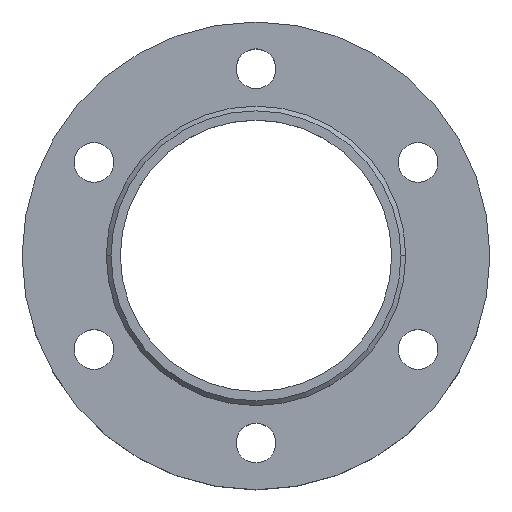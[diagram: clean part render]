
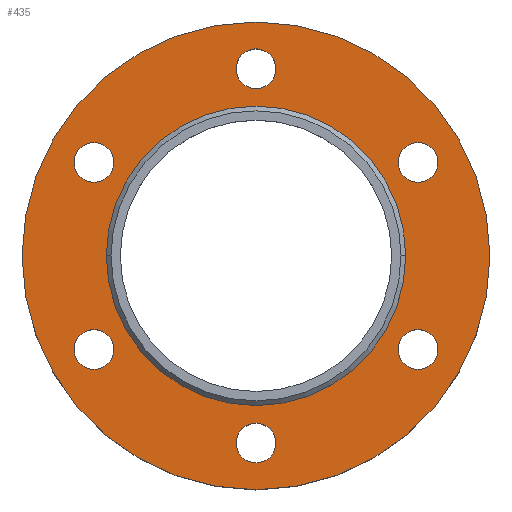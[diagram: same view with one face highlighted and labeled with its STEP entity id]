
A CAD part, top view. The second image highlights one B-rep face of the part: STEP entity #435.
In plain terms, the highlighted planar face has unit normal (0, 0, 1).
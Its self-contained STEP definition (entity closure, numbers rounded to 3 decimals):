
#7 = ORIENTED_EDGE ( 'NONE', *, *, #694, .F. ) ;
#8 = DIRECTION ( 'NONE',  ( 1., 0., 0. ) ) ;
#26 = VERTEX_POINT ( 'NONE', #364 ) ;
#33 = VERTEX_POINT ( 'NONE', #876 ) ;
#36 = DIRECTION ( 'NONE',  ( 0., 0., 1. ) ) ;
#40 = CARTESIAN_POINT ( 'NONE',  ( 50., 0., 27. ) ) ;
#41 = CARTESIAN_POINT ( 'NONE',  ( 0., -40., 27. ) ) ;
#44 = CARTESIAN_POINT ( 'NONE',  ( 0., 0., 27. ) ) ;
#46 = AXIS2_PLACEMENT_3D ( 'NONE', #557, #931, #571 ) ;
#50 = ORIENTED_EDGE ( 'NONE', *, *, #750, .F. ) ;
#51 = DIRECTION ( 'NONE',  ( 1., 0., 0. ) ) ;
#55 = DIRECTION ( 'NONE',  ( 0., 0., 1. ) ) ;
#61 = DIRECTION ( 'NONE',  ( 0., 0., 1. ) ) ;
#62 = EDGE_CURVE ( 'NONE', #697, #855, #581, .T. ) ;
#63 = DIRECTION ( 'NONE',  ( 1., 0., 0. ) ) ;
#64 = CARTESIAN_POINT ( 'NONE',  ( -32., 0., 27. ) ) ;
#71 = ORIENTED_EDGE ( 'NONE', *, *, #654, .F. ) ;
#72 = CIRCLE ( 'NONE', #492, 50. ) ;
#79 = ORIENTED_EDGE ( 'NONE', *, *, #355, .F. ) ;
#87 = CARTESIAN_POINT ( 'NONE',  ( -4.25, 40., 27. ) ) ;
#90 = ORIENTED_EDGE ( 'NONE', *, *, #735, .F. ) ;
#97 = VERTEX_POINT ( 'NONE', #270 ) ;
#108 = DIRECTION ( 'NONE',  ( 0., 0., 1. ) ) ;
#110 = EDGE_LOOP ( 'NONE', ( #50, #757 ) ) ;
#111 = VERTEX_POINT ( 'NONE', #872 ) ;
#125 = CIRCLE ( 'NONE', #293, 4.25 ) ;
#128 = DIRECTION ( 'NONE',  ( 0., 0., 1. ) ) ;
#142 = CARTESIAN_POINT ( 'NONE',  ( 0., 40., 27. ) ) ;
#148 = EDGE_CURVE ( 'NONE', #381, #300, #805, .T. ) ;
#149 = AXIS2_PLACEMENT_3D ( 'NONE', #811, #670, #8 ) ;
#150 = VERTEX_POINT ( 'NONE', #934 ) ;
#154 = EDGE_LOOP ( 'NONE', ( #689, #909 ) ) ;
#156 = EDGE_CURVE ( 'NONE', #401, #111, #748, .T. ) ;
#183 = EDGE_LOOP ( 'NONE', ( #673, #330 ) ) ;
#185 = DIRECTION ( 'NONE',  ( 1., 0., 0. ) ) ;
#200 = DIRECTION ( 'NONE',  ( 1., 0., 0. ) ) ;
#201 = DIRECTION ( 'NONE',  ( 0., 0., 1. ) ) ;
#202 = DIRECTION ( 'NONE',  ( 0., 0., 1. ) ) ;
#224 = EDGE_LOOP ( 'NONE', ( #71, #849 ) ) ;
#262 = ORIENTED_EDGE ( 'NONE', *, *, #592, .F. ) ;
#266 = CARTESIAN_POINT ( 'NONE',  ( 38.891, 20., 27. ) ) ;
#269 = AXIS2_PLACEMENT_3D ( 'NONE', #44, #108, #626 ) ;
#270 = CARTESIAN_POINT ( 'NONE',  ( -4.25, -40., 27. ) ) ;
#275 = AXIS2_PLACEMENT_3D ( 'NONE', #587, #294, #593 ) ;
#277 = DIRECTION ( 'NONE',  ( 1., 0., 0. ) ) ;
#293 = AXIS2_PLACEMENT_3D ( 'NONE', #801, #727, #63 ) ;
#294 = DIRECTION ( 'NONE',  ( 0., 0., 1. ) ) ;
#299 = AXIS2_PLACEMENT_3D ( 'NONE', #468, #766, #916 ) ;
#300 = VERTEX_POINT ( 'NONE', #64 ) ;
#302 = VERTEX_POINT ( 'NONE', #515 ) ;
#308 = EDGE_CURVE ( 'NONE', #446, #33, #738, .T. ) ;
#310 = ORIENTED_EDGE ( 'NONE', *, *, #505, .F. ) ;
#317 = FACE_BOUND ( 'NONE', #543, .T. ) ;
#324 = FACE_BOUND ( 'NONE', #224, .T. ) ;
#329 = CIRCLE ( 'NONE', #800, 4.25 ) ;
#330 = ORIENTED_EDGE ( 'NONE', *, *, #148, .F. ) ;
#335 = EDGE_LOOP ( 'NONE', ( #551, #90 ) ) ;
#338 = DIRECTION ( 'NONE',  ( 1., 0., 0. ) ) ;
#341 = CIRCLE ( 'NONE', #795, 4.25 ) ;
#344 = CARTESIAN_POINT ( 'NONE',  ( 0., 40., 27. ) ) ;
#350 = CIRCLE ( 'NONE', #269, 32. ) ;
#352 = CARTESIAN_POINT ( 'NONE',  ( -34.641, 20., 27. ) ) ;
#353 = CARTESIAN_POINT ( 'NONE',  ( 0., 0., 27. ) ) ;
#355 = EDGE_CURVE ( 'NONE', #111, #401, #690, .T. ) ;
#356 = CARTESIAN_POINT ( 'NONE',  ( 34.641, -20., 27. ) ) ;
#364 = CARTESIAN_POINT ( 'NONE',  ( -30.391, 20., 27. ) ) ;
#381 = VERTEX_POINT ( 'NONE', #878 ) ;
#401 = VERTEX_POINT ( 'NONE', #441 ) ;
#413 = FACE_BOUND ( 'NONE', #183, .T. ) ;
#422 = CARTESIAN_POINT ( 'NONE',  ( 0., 0., 27. ) ) ;
#424 = DIRECTION ( 'NONE',  ( 1., 0., 0. ) ) ;
#435 = ADVANCED_FACE ( 'NONE', ( #911, #686, #924, #317, #921, #324, #413, #544 ), #634, .T. ) ;
#441 = CARTESIAN_POINT ( 'NONE',  ( 30.391, -20., 27. ) ) ;
#446 = VERTEX_POINT ( 'NONE', #40 ) ;
#454 = ORIENTED_EDGE ( 'NONE', *, *, #156, .F. ) ;
#468 = CARTESIAN_POINT ( 'NONE',  ( 34.641, 20., 27. ) ) ;
#478 = ORIENTED_EDGE ( 'NONE', *, *, #733, .F. ) ;
#480 = DIRECTION ( 'NONE',  ( 1., 0., 0. ) ) ;
#484 = DIRECTION ( 'NONE',  ( 0., 0., 1. ) ) ;
#485 = DIRECTION ( 'NONE',  ( 0., 0., 1. ) ) ;
#492 = AXIS2_PLACEMENT_3D ( 'NONE', #353, #719, #424 ) ;
#497 = CIRCLE ( 'NONE', #827, 4.25 ) ;
#502 = AXIS2_PLACEMENT_3D ( 'NONE', #422, #715, #51 ) ;
#504 = EDGE_CURVE ( 'NONE', #300, #381, #350, .T. ) ;
#505 = EDGE_CURVE ( 'NONE', #536, #150, #718, .T. ) ;
#513 = CIRCLE ( 'NONE', #928, 4.25 ) ;
#514 = AXIS2_PLACEMENT_3D ( 'NONE', #552, #484, #185 ) ;
#515 = CARTESIAN_POINT ( 'NONE',  ( 4.25, -40., 27. ) ) ;
#516 = VERTEX_POINT ( 'NONE', #556 ) ;
#536 = VERTEX_POINT ( 'NONE', #266 ) ;
#543 = EDGE_LOOP ( 'NONE', ( #478, #262 ) ) ;
#544 = FACE_OUTER_BOUND ( 'NONE', #154, .T. ) ;
#548 = EDGE_LOOP ( 'NONE', ( #454, #79 ) ) ;
#551 = ORIENTED_EDGE ( 'NONE', *, *, #859, .F. ) ;
#552 = CARTESIAN_POINT ( 'NONE',  ( -34.641, 20., 27. ) ) ;
#553 = EDGE_CURVE ( 'NONE', #26, #516, #561, .T. ) ;
#554 = CARTESIAN_POINT ( 'NONE',  ( -34.641, -20., 27. ) ) ;
#556 = CARTESIAN_POINT ( 'NONE',  ( -38.891, 20., 27. ) ) ;
#557 = CARTESIAN_POINT ( 'NONE',  ( 34.641, 20., 27. ) ) ;
#560 = CARTESIAN_POINT ( 'NONE',  ( 0., 0., 27. ) ) ;
#561 = CIRCLE ( 'NONE', #514, 4.25 ) ;
#562 = DIRECTION ( 'NONE',  ( 1., 0., 0. ) ) ;
#571 = DIRECTION ( 'NONE',  ( 1., 0., 0. ) ) ;
#581 = CIRCLE ( 'NONE', #949, 4.25 ) ;
#587 = CARTESIAN_POINT ( 'NONE',  ( 0., 0., 27. ) ) ;
#592 = EDGE_CURVE ( 'NONE', #302, #97, #125, .T. ) ;
#593 = DIRECTION ( 'NONE',  ( 1., 0., 0. ) ) ;
#612 = DIRECTION ( 'NONE',  ( 0., 0., 1. ) ) ;
#619 = DIRECTION ( 'NONE',  ( 1., 0., 0. ) ) ;
#621 = CIRCLE ( 'NONE', #668, 4.25 ) ;
#625 = VERTEX_POINT ( 'NONE', #712 ) ;
#626 = DIRECTION ( 'NONE',  ( 1., 0., 0. ) ) ;
#634 = PLANE ( 'NONE',  #683 ) ;
#654 = EDGE_CURVE ( 'NONE', #516, #26, #341, .T. ) ;
#668 = AXIS2_PLACEMENT_3D ( 'NONE', #41, #128, #200 ) ;
#670 = DIRECTION ( 'NONE',  ( 0., 0., 1. ) ) ;
#673 = ORIENTED_EDGE ( 'NONE', *, *, #504, .F. ) ;
#675 = EDGE_CURVE ( 'NONE', #33, #446, #72, .T. ) ;
#676 = CARTESIAN_POINT ( 'NONE',  ( -30.391, -20., 27. ) ) ;
#683 = AXIS2_PLACEMENT_3D ( 'NONE', #560, #612, #480 ) ;
#686 = FACE_BOUND ( 'NONE', #695, .T. ) ;
#689 = ORIENTED_EDGE ( 'NONE', *, *, #675, .T. ) ;
#690 = CIRCLE ( 'NONE', #149, 4.25 ) ;
#694 = EDGE_CURVE ( 'NONE', #150, #536, #741, .T. ) ;
#695 = EDGE_LOOP ( 'NONE', ( #7, #310 ) ) ;
#697 = VERTEX_POINT ( 'NONE', #867 ) ;
#712 = CARTESIAN_POINT ( 'NONE',  ( -38.891, -20., 27. ) ) ;
#715 = DIRECTION ( 'NONE',  ( 0., 0., 1. ) ) ;
#718 = CIRCLE ( 'NONE', #299, 4.25 ) ;
#719 = DIRECTION ( 'NONE',  ( 0., 0., 1. ) ) ;
#720 = DIRECTION ( 'NONE',  ( 1., 0., 0. ) ) ;
#727 = DIRECTION ( 'NONE',  ( 0., 0., 1. ) ) ;
#733 = EDGE_CURVE ( 'NONE', #97, #302, #621, .T. ) ;
#735 = EDGE_CURVE ( 'NONE', #914, #625, #329, .T. ) ;
#738 = CIRCLE ( 'NONE', #275, 50. ) ;
#741 = CIRCLE ( 'NONE', #46, 4.25 ) ;
#748 = CIRCLE ( 'NONE', #877, 4.25 ) ;
#750 = EDGE_CURVE ( 'NONE', #855, #697, #497, .T. ) ;
#757 = ORIENTED_EDGE ( 'NONE', *, *, #62, .F. ) ;
#766 = DIRECTION ( 'NONE',  ( 0., 0., 1. ) ) ;
#795 = AXIS2_PLACEMENT_3D ( 'NONE', #352, #202, #277 ) ;
#798 = DIRECTION ( 'NONE',  ( 1., 0., 0. ) ) ;
#800 = AXIS2_PLACEMENT_3D ( 'NONE', #926, #485, #338 ) ;
#801 = CARTESIAN_POINT ( 'NONE',  ( 0., -40., 27. ) ) ;
#805 = CIRCLE ( 'NONE', #502, 32. ) ;
#811 = CARTESIAN_POINT ( 'NONE',  ( 34.641, -20., 27. ) ) ;
#827 = AXIS2_PLACEMENT_3D ( 'NONE', #344, #55, #562 ) ;
#849 = ORIENTED_EDGE ( 'NONE', *, *, #553, .F. ) ;
#855 = VERTEX_POINT ( 'NONE', #87 ) ;
#859 = EDGE_CURVE ( 'NONE', #625, #914, #513, .T. ) ;
#867 = CARTESIAN_POINT ( 'NONE',  ( 4.25, 40., 27. ) ) ;
#872 = CARTESIAN_POINT ( 'NONE',  ( 38.891, -20., 27. ) ) ;
#876 = CARTESIAN_POINT ( 'NONE',  ( -50., 0., 27. ) ) ;
#877 = AXIS2_PLACEMENT_3D ( 'NONE', #356, #201, #798 ) ;
#878 = CARTESIAN_POINT ( 'NONE',  ( 32., 0., 27. ) ) ;
#909 = ORIENTED_EDGE ( 'NONE', *, *, #308, .T. ) ;
#911 = FACE_BOUND ( 'NONE', #110, .T. ) ;
#914 = VERTEX_POINT ( 'NONE', #676 ) ;
#916 = DIRECTION ( 'NONE',  ( 1., 0., 0. ) ) ;
#921 = FACE_BOUND ( 'NONE', #335, .T. ) ;
#924 = FACE_BOUND ( 'NONE', #548, .T. ) ;
#926 = CARTESIAN_POINT ( 'NONE',  ( -34.641, -20., 27. ) ) ;
#928 = AXIS2_PLACEMENT_3D ( 'NONE', #554, #36, #619 ) ;
#931 = DIRECTION ( 'NONE',  ( 0., 0., 1. ) ) ;
#934 = CARTESIAN_POINT ( 'NONE',  ( 30.391, 20., 27. ) ) ;
#949 = AXIS2_PLACEMENT_3D ( 'NONE', #142, #61, #720 ) ;
